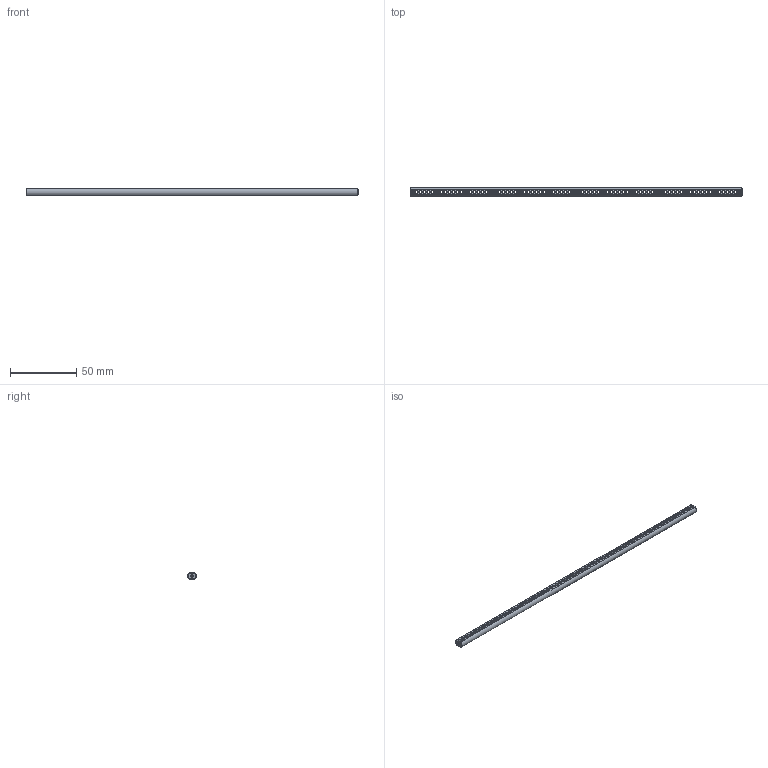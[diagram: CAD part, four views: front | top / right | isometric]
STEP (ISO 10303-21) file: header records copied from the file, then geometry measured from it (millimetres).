
FILE_DESCRIPTION(('FreeCAD Model'),'2;1');
FILE_NAME('Open CASCADE Shape Model','2024-06-18T15:39:51',(''),(''), 'Open CASCADE STEP processor 7.6','FreeCAD','Unknown');
FILE_SCHEMA(('AUTOMOTIVE_DESIGN { 1 0 10303 214 1 1 1 1 }'));
Length unit declared in the file: millimetre
Products named in the file (1): Shaft IDX BU20.00 - SPN-SFT-0200 (stemfie.org)
Bounding box: 250 x 6.6 x 5 mm (x, y, z)
Volume: 5706.2 mm3; surface area: 7180.6 mm2
Topology: 1 solids, 1 shells, 876 faces, 2693 edges, 1686 vertices
Faces by surface type: plane 303, cylinder 243, extrusion 166, cone 164
Full cylindrical faces by diameter (mm): 2 x241
Entity records: 30957 total; most frequent: CARTESIAN_POINT 6252, ORIENTED_EDGE 5386, DIRECTION 4935, EDGE_CURVE 2693, AXIS2_PLACEMENT_3D 1697, VERTEX_POINT 1686, VECTOR 1541, LINE 1375
